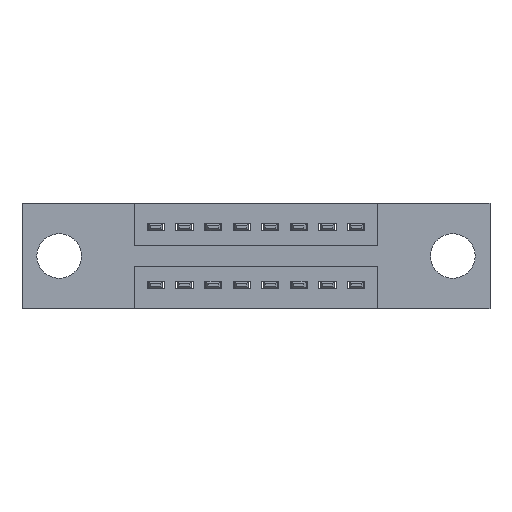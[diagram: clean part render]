
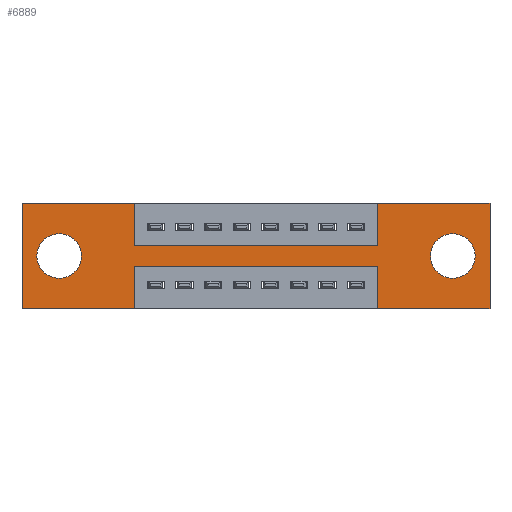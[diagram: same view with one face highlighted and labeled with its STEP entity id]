
A CAD part, front view. The second image highlights one B-rep face of the part: STEP entity #6889.
In plain terms, the highlighted planar face has unit normal (0, -1, 0).
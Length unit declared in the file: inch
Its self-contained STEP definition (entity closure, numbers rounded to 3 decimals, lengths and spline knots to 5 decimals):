
#206 = DIRECTION ( 'NONE',  ( 0., 0., -1. ) ) ;
#253 = DIRECTION ( 'NONE',  ( 0., 0., 1. ) ) ;
#265 = VERTEX_POINT ( 'NONE', #1384 ) ;
#496 = AXIS2_PLACEMENT_3D ( 'NONE', #2556, #2590, #206 ) ;
#604 = DIRECTION ( 'NONE',  ( 0., 0., 1. ) ) ;
#665 = ORIENTED_EDGE ( 'NONE', *, *, #6616, .F. ) ;
#743 = EDGE_CURVE ( 'NONE', #7998, #2350, #1994, .T. ) ;
#858 = VECTOR ( 'NONE', #604, 39.37008 ) ;
#1114 = CARTESIAN_POINT ( 'NONE',  ( 1.2425, 0., -0.22 ) ) ;
#1157 = VERTEX_POINT ( 'NONE', #1420 ) ;
#1259 = ORIENTED_EDGE ( 'NONE', *, *, #8429, .F. ) ;
#1292 = ORIENTED_EDGE ( 'NONE', *, *, #9729, .T. ) ;
#1384 = CARTESIAN_POINT ( 'NONE',  ( 1.2425, 0., 0. ) ) ;
#1396 = LINE ( 'NONE', #1805, #3307 ) ;
#1420 = CARTESIAN_POINT ( 'NONE',  ( 1.2425, 0., -0.37 ) ) ;
#1485 = EDGE_LOOP ( 'NONE', ( #1292, #6187 ) ) ;
#1542 = VERTEX_POINT ( 'NONE', #3681 ) ;
#1566 = VECTOR ( 'NONE', #8216, 39.37008 ) ;
#1637 = VECTOR ( 'NONE', #3989, 39.37008 ) ;
#1715 = CARTESIAN_POINT ( 'NONE',  ( 0., 0., 0. ) ) ;
#1805 = CARTESIAN_POINT ( 'NONE',  ( 0.3925, 0., 0. ) ) ;
#1836 = DIRECTION ( 'NONE',  ( -1., 0., 0. ) ) ;
#1896 = VECTOR ( 'NONE', #1836, 39.37008 ) ;
#1906 = CARTESIAN_POINT ( 'NONE',  ( 0., 0., 0. ) ) ;
#1933 = CARTESIAN_POINT ( 'NONE',  ( 1.635, 0., 0. ) ) ;
#1940 = ORIENTED_EDGE ( 'NONE', *, *, #6517, .F. ) ;
#1994 = LINE ( 'NONE', #5448, #8080 ) ;
#2060 = VERTEX_POINT ( 'NONE', #9598 ) ;
#2210 = CARTESIAN_POINT ( 'NONE',  ( 0.3925, 0., -0.37 ) ) ;
#2233 = CARTESIAN_POINT ( 'NONE',  ( 1.635, 0., -0.37 ) ) ;
#2243 = LINE ( 'NONE', #1715, #6523 ) ;
#2246 = DIRECTION ( 'NONE',  ( -1., 0., 0. ) ) ;
#2348 = ORIENTED_EDGE ( 'NONE', *, *, #7798, .F. ) ;
#2350 = VERTEX_POINT ( 'NONE', #2366 ) ;
#2366 = CARTESIAN_POINT ( 'NONE',  ( 0.3925, 0., -0.22 ) ) ;
#2437 = CARTESIAN_POINT ( 'NONE',  ( 1.2425, 0., 0. ) ) ;
#2556 = CARTESIAN_POINT ( 'NONE',  ( 1.505, 0., -0.185 ) ) ;
#2590 = DIRECTION ( 'NONE',  ( 0., 1., 0. ) ) ;
#2670 = VECTOR ( 'NONE', #253, 39.37008 ) ;
#2832 = ORIENTED_EDGE ( 'NONE', *, *, #3917, .F. ) ;
#3023 = LINE ( 'NONE', #7184, #858 ) ;
#3295 = AXIS2_PLACEMENT_3D ( 'NONE', #4643, #5467, #8735 ) ;
#3307 = VECTOR ( 'NONE', #7447, 39.37008 ) ;
#3361 = DIRECTION ( 'NONE',  ( 0., 0., -1. ) ) ;
#3510 = VECTOR ( 'NONE', #9916, 39.37008 ) ;
#3632 = CARTESIAN_POINT ( 'NONE',  ( 1.505, 0., -0.185 ) ) ;
#3681 = CARTESIAN_POINT ( 'NONE',  ( 0., 0., -0.37 ) ) ;
#3809 = LINE ( 'NONE', #7238, #1637 ) ;
#3917 = EDGE_CURVE ( 'NONE', #1157, #7998, #10430, .T. ) ;
#3989 = DIRECTION ( 'NONE',  ( 0., 0., -1. ) ) ;
#4384 = CARTESIAN_POINT ( 'NONE',  ( 0.13, 0., -0.263 ) ) ;
#4452 = DIRECTION ( 'NONE',  ( 0., 1., 0. ) ) ;
#4519 = ORIENTED_EDGE ( 'NONE', *, *, #743, .F. ) ;
#4610 = VECTOR ( 'NONE', #9733, 39.37008 ) ;
#4628 = CARTESIAN_POINT ( 'NONE',  ( 0., 0., -0.37 ) ) ;
#4643 = CARTESIAN_POINT ( 'NONE',  ( 0., 0., -0.37 ) ) ;
#4725 = CARTESIAN_POINT ( 'NONE',  ( 0., 0., 0. ) ) ;
#4748 = ORIENTED_EDGE ( 'NONE', *, *, #9108, .T. ) ;
#4769 = CARTESIAN_POINT ( 'NONE',  ( 1.635, 0., 0. ) ) ;
#4776 = LINE ( 'NONE', #2437, #1566 ) ;
#4779 = EDGE_LOOP ( 'NONE', ( #5974, #4519, #2832, #7562, #1259, #7751, #2348, #7597, #10453, #7354, #665, #1940 ) ) ;
#4982 = CARTESIAN_POINT ( 'NONE',  ( 0., 0., -0.37 ) ) ;
#5087 = CARTESIAN_POINT ( 'NONE',  ( 1.505, 0., -0.263 ) ) ;
#5182 = DIRECTION ( 'NONE',  ( 0., 0., -1. ) ) ;
#5188 = CARTESIAN_POINT ( 'NONE',  ( 0.13, 0., -0.185 ) ) ;
#5404 = CARTESIAN_POINT ( 'NONE',  ( 0.3925, 0., 0. ) ) ;
#5448 = CARTESIAN_POINT ( 'NONE',  ( 0.3925, 0., -0.22 ) ) ;
#5461 = LINE ( 'NONE', #5774, #3510 ) ;
#5464 = VERTEX_POINT ( 'NONE', #4384 ) ;
#5467 = DIRECTION ( 'NONE',  ( 0., -1., 0. ) ) ;
#5520 = VERTEX_POINT ( 'NONE', #1906 ) ;
#5774 = CARTESIAN_POINT ( 'NONE',  ( 0.3925, 0., -0.15 ) ) ;
#5870 = LINE ( 'NONE', #4628, #9994 ) ;
#5895 = VERTEX_POINT ( 'NONE', #5087 ) ;
#5974 = ORIENTED_EDGE ( 'NONE', *, *, #10131, .F. ) ;
#6121 = DIRECTION ( 'NONE',  ( 0., 0., 1. ) ) ;
#6187 = ORIENTED_EDGE ( 'NONE', *, *, #7714, .T. ) ;
#6213 = EDGE_CURVE ( 'NONE', #5520, #10581, #2243, .T. ) ;
#6309 = CARTESIAN_POINT ( 'NONE',  ( 1.505, 0., -0.107 ) ) ;
#6517 = EDGE_CURVE ( 'NONE', #6930, #1542, #5870, .T. ) ;
#6523 = VECTOR ( 'NONE', #8326, 39.37008 ) ;
#6595 = EDGE_CURVE ( 'NONE', #5464, #7600, #9606, .T. ) ;
#6616 = EDGE_CURVE ( 'NONE', #1542, #5520, #3023, .T. ) ;
#6730 = EDGE_CURVE ( 'NONE', #10173, #2060, #5461, .T. ) ;
#6889 = ADVANCED_FACE ( 'NONE', ( #10654, #8325, #7796 ), #7907, .T. ) ;
#6930 = VERTEX_POINT ( 'NONE', #2210 ) ;
#6988 = CARTESIAN_POINT ( 'NONE',  ( 1.2425, 0., -0.37 ) ) ;
#7184 = CARTESIAN_POINT ( 'NONE',  ( 0., 0., 0. ) ) ;
#7238 = CARTESIAN_POINT ( 'NONE',  ( 0.3925, 0., -0.37 ) ) ;
#7354 = ORIENTED_EDGE ( 'NONE', *, *, #6213, .F. ) ;
#7447 = DIRECTION ( 'NONE',  ( 0., 0., -1. ) ) ;
#7562 = ORIENTED_EDGE ( 'NONE', *, *, #9656, .F. ) ;
#7597 = ORIENTED_EDGE ( 'NONE', *, *, #6730, .F. ) ;
#7600 = VERTEX_POINT ( 'NONE', #9765 ) ;
#7714 = EDGE_CURVE ( 'NONE', #5895, #10561, #8980, .T. ) ;
#7751 = ORIENTED_EDGE ( 'NONE', *, *, #9222, .F. ) ;
#7796 = FACE_OUTER_BOUND ( 'NONE', #4779, .T. ) ;
#7798 = EDGE_CURVE ( 'NONE', #2060, #265, #4776, .T. ) ;
#7857 = EDGE_LOOP ( 'NONE', ( #4748, #7974 ) ) ;
#7907 = PLANE ( 'NONE',  #3295 ) ;
#7974 = ORIENTED_EDGE ( 'NONE', *, *, #6595, .T. ) ;
#7998 = VERTEX_POINT ( 'NONE', #1114 ) ;
#8080 = VECTOR ( 'NONE', #2246, 39.37008 ) ;
#8143 = VECTOR ( 'NONE', #5182, 39.37008 ) ;
#8216 = DIRECTION ( 'NONE',  ( 0., 0., 1. ) ) ;
#8288 = DIRECTION ( 'NONE',  ( 0., 1., 0. ) ) ;
#8325 = FACE_BOUND ( 'NONE', #7857, .T. ) ;
#8326 = DIRECTION ( 'NONE',  ( 1., 0., 0. ) ) ;
#8429 = EDGE_CURVE ( 'NONE', #10062, #10098, #9673, .T. ) ;
#8480 = CIRCLE ( 'NONE', #496, 0.078 ) ;
#8627 = AXIS2_PLACEMENT_3D ( 'NONE', #9599, #10406, #8863 ) ;
#8735 = DIRECTION ( 'NONE',  ( 0., 0., -1. ) ) ;
#8755 = DIRECTION ( 'NONE',  ( -1., 0., 0. ) ) ;
#8863 = DIRECTION ( 'NONE',  ( 0., 0., 1. ) ) ;
#8980 = CIRCLE ( 'NONE', #10078, 0.078 ) ;
#9108 = EDGE_CURVE ( 'NONE', #7600, #5464, #10569, .T. ) ;
#9222 = EDGE_CURVE ( 'NONE', #265, #10062, #9722, .T. ) ;
#9452 = AXIS2_PLACEMENT_3D ( 'NONE', #5188, #4452, #6121 ) ;
#9598 = CARTESIAN_POINT ( 'NONE',  ( 1.2425, 0., -0.15 ) ) ;
#9599 = CARTESIAN_POINT ( 'NONE',  ( 0.13, 0., -0.185 ) ) ;
#9606 = CIRCLE ( 'NONE', #8627, 0.078 ) ;
#9656 = EDGE_CURVE ( 'NONE', #10098, #1157, #10687, .T. ) ;
#9673 = LINE ( 'NONE', #1933, #8143 ) ;
#9722 = LINE ( 'NONE', #4725, #4610 ) ;
#9729 = EDGE_CURVE ( 'NONE', #10561, #5895, #8480, .T. ) ;
#9733 = DIRECTION ( 'NONE',  ( 1., 0., 0. ) ) ;
#9765 = CARTESIAN_POINT ( 'NONE',  ( 0.13, 0., -0.107 ) ) ;
#9790 = EDGE_CURVE ( 'NONE', #10581, #10173, #1396, .T. ) ;
#9916 = DIRECTION ( 'NONE',  ( 1., 0., 0. ) ) ;
#9969 = CARTESIAN_POINT ( 'NONE',  ( 0.3925, 0., -0.15 ) ) ;
#9994 = VECTOR ( 'NONE', #8755, 39.37008 ) ;
#10062 = VERTEX_POINT ( 'NONE', #4769 ) ;
#10078 = AXIS2_PLACEMENT_3D ( 'NONE', #3632, #8288, #3361 ) ;
#10098 = VERTEX_POINT ( 'NONE', #2233 ) ;
#10131 = EDGE_CURVE ( 'NONE', #2350, #6930, #3809, .T. ) ;
#10173 = VERTEX_POINT ( 'NONE', #9969 ) ;
#10406 = DIRECTION ( 'NONE',  ( 0., 1., 0. ) ) ;
#10430 = LINE ( 'NONE', #6988, #2670 ) ;
#10453 = ORIENTED_EDGE ( 'NONE', *, *, #9790, .F. ) ;
#10561 = VERTEX_POINT ( 'NONE', #6309 ) ;
#10569 = CIRCLE ( 'NONE', #9452, 0.078 ) ;
#10581 = VERTEX_POINT ( 'NONE', #5404 ) ;
#10654 = FACE_BOUND ( 'NONE', #1485, .T. ) ;
#10687 = LINE ( 'NONE', #4982, #1896 ) ;
